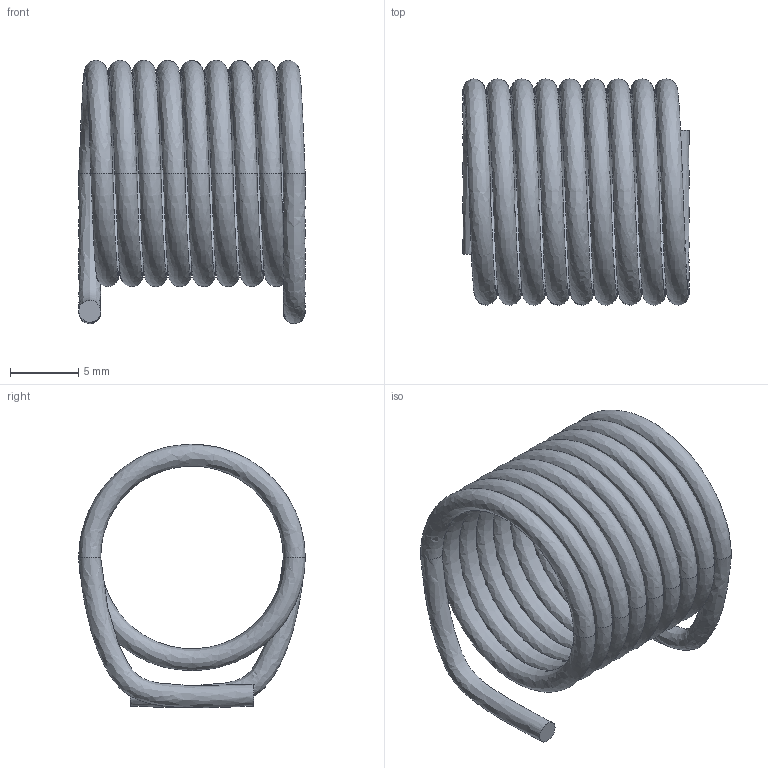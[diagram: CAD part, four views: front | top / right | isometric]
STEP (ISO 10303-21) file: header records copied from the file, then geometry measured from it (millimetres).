
FILE_DESCRIPTION(('FreeCAD Model'),'2;1');
FILE_NAME('Open CASCADE Shape Model','2022-07-07T12:56:05',( 'kicad StepUp'),('ksu MCAD'),'Open CASCADE STEP processor 7.5', 'FreeCAD','Unknown');
FILE_SCHEMA(('AUTOMOTIVE_DESIGN { 1 0 10303 214 1 1 1 1 }'));
Length unit declared in the file: millimetre
Products named in the file (1): inductor_air_15x15
Bounding box: 16.6 x 16.6 x 19.32 mm (x, y, z)
Volume: 881.9 mm3; surface area: 2209.9 mm2
Topology: 1 solids, 1 shells, 13 faces, 25 edges, 12 vertices
Faces by surface type: bspline 11, plane 2
Entity records: 2836 total; most frequent: CARTESIAN_POINT 2671, ORIENTED_EDGE 46, EDGE_CURVE 23, ADVANCED_FACE 13, FACE_BOUND 13, EDGE_LOOP 13, VERTEX_POINT 12, DIRECTION 10
